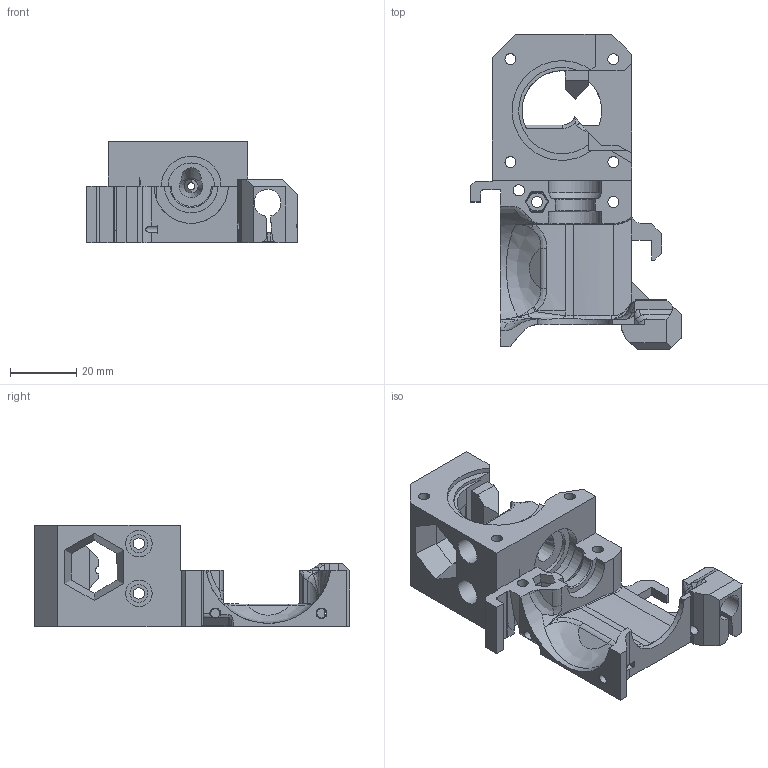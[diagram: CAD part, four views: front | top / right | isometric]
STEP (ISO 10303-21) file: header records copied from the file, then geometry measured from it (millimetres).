
FILE_DESCRIPTION(('FreeCAD Model'),'2;1');
FILE_NAME('extruder-body.stp', '2018-08-01T13:36:51',('Author'),(''), 'Open CASCADE STEP processor 6.8','FreeCAD','Unknown');
FILE_SCHEMA(('AUTOMOTIVE_DESIGN_CC2 { 1 2 10303 214 -1 1 5 4 }'));
Products named in the file (1): extruder-body(r3)
Bounding box: 63.5 x 95 x 30.5 mm (x, y, z)
Volume: 42486.2 mm3; surface area: 21753.4 mm2
Topology: 1 solids, 3 shells, 491 faces, 1379 edges, 895 vertices
Faces by surface type: plane 313, cylinder 81, bspline 72, cone 19, torus 6
Full cylindrical faces by diameter (mm): 2.2 x1, 2.8 x5, 3.2 x3, 3.3 x8, 3.4 x3, 4.2 x1, 5.4 x2, 6 x1, 6.2 x4, 6.6 x1, 8 x2, 14 x1, 18 x1
Entity records: 52969 total; most frequent: CARTESIAN_POINT 27584, DIRECTION 4032, ORIENTED_EDGE 2752, PCURVE 2752, DEFINITIONAL_REPRESENTATION 2752, LINE 2607, VECTOR 2607, EDGE_CURVE 1376
